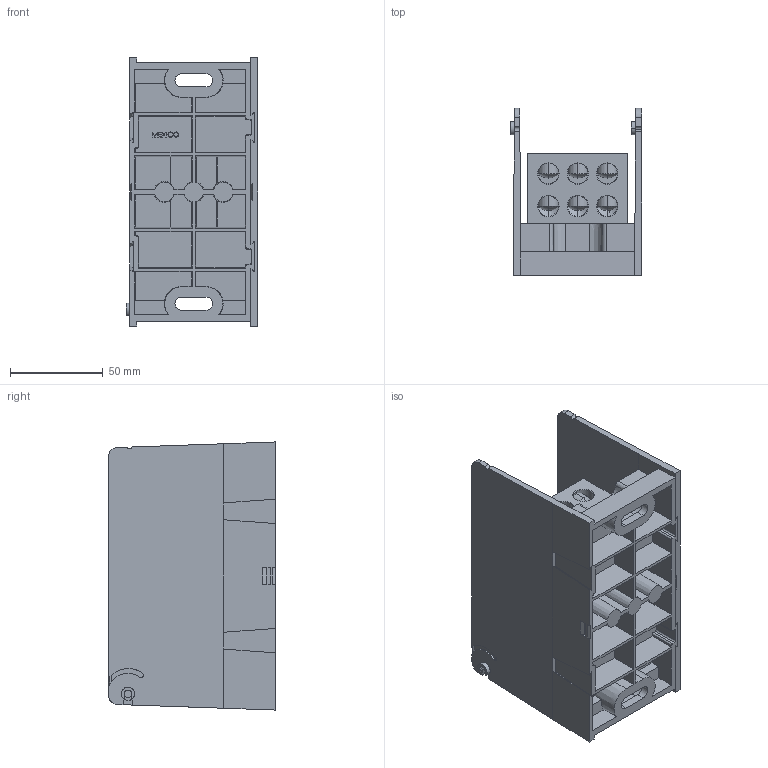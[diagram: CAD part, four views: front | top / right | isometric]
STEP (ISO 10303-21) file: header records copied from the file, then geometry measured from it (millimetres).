
FILE_DESCRIPTION (( 'STEP AP214' ), '1' );
FILE_NAME ('701918_1p_rev-.STEP', '2013-08-27T11:48:20', ( '' ), ( '' ), 'SwSTEP 2.0', 'SolidWorks 2013', '' );
FILE_SCHEMA (( 'AUTOMOTIVE_DESIGN' ));
Length unit declared in the file: inch
Products named in the file (1): 701918_1p_rev-
Bounding box: 71.25 x 90.17 x 144.78 mm (x, y, z)
Volume: 268296.3 mm3; surface area: 147942.5 mm2
Topology: 13 solids, 13 shells, 941 faces, 2363 edges, 1491 vertices
Faces by surface type: plane 373, cylinder 271, cone 248, torus 24, bspline 21, sphere 4
Entity records: 45552 total; most frequent: CARTESIAN_POINT 11553, ORIENTED_EDGE 4714, DIRECTION 4223, EDGE_CURVE 2357, VERTEX_POINT 1491, AXIS2_PLACEMENT_3D 1437, VECTOR 1349, LINE 1349
